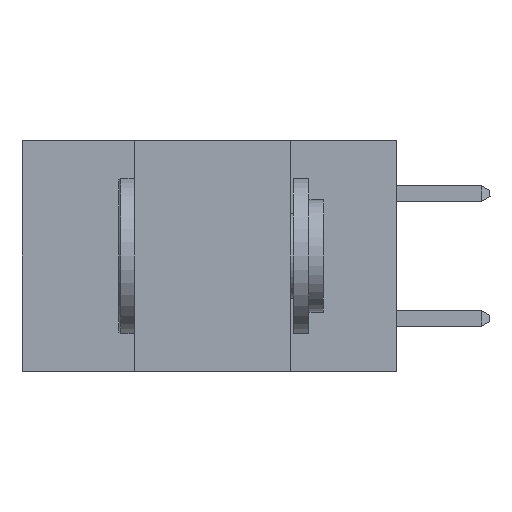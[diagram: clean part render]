
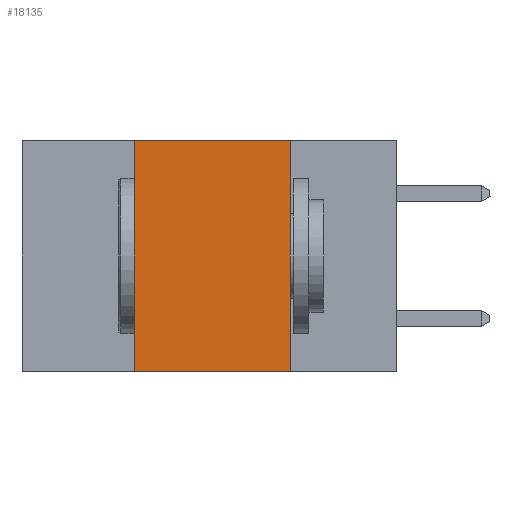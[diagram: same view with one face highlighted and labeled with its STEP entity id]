
A CAD part, left-side view. The second image highlights one B-rep face of the part: STEP entity #18135.
In plain terms, the highlighted planar face has unit normal (-1, 0, 0).
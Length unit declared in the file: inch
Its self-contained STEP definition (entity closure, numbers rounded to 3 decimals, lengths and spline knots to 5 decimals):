
#80 = VECTOR ( 'NONE', #17775, 39.37008 ) ;
#3981 = ORIENTED_EDGE ( 'NONE', *, *, #5376, .F. ) ;
#4233 = PLANE ( 'NONE',  #8794 ) ;
#4399 = ORIENTED_EDGE ( 'NONE', *, *, #15052, .T. ) ;
#4596 = LINE ( 'NONE', #19741, #8798 ) ;
#5172 = CARTESIAN_POINT ( 'NONE',  ( 0., 0.17, 0. ) ) ;
#5341 = VERTEX_POINT ( 'NONE', #5677 ) ;
#5376 = EDGE_CURVE ( 'NONE', #14590, #5341, #22110, .T. ) ;
#5677 = CARTESIAN_POINT ( 'NONE',  ( 0., 0.42, 0. ) ) ;
#5712 = CARTESIAN_POINT ( 'NONE',  ( 0., 0.17, -0.37 ) ) ;
#6146 = CARTESIAN_POINT ( 'NONE',  ( 0., 0.42, -0.37 ) ) ;
#6237 = DIRECTION ( 'NONE',  ( 0., 0., -1. ) ) ;
#6320 = CARTESIAN_POINT ( 'NONE',  ( 0., 0.17, 0. ) ) ;
#7437 = EDGE_CURVE ( 'NONE', #5341, #12026, #18085, .T. ) ;
#7471 = VECTOR ( 'NONE', #22739, 39.37008 ) ;
#7846 = DIRECTION ( 'NONE',  ( 0., 0., -1. ) ) ;
#8794 = AXIS2_PLACEMENT_3D ( 'NONE', #16753, #18522, #7846 ) ;
#8798 = VECTOR ( 'NONE', #21498, 39.37008 ) ;
#8878 = ORIENTED_EDGE ( 'NONE', *, *, #7437, .F. ) ;
#9180 = VECTOR ( 'NONE', #6237, 39.37008 ) ;
#10319 = VERTEX_POINT ( 'NONE', #5712 ) ;
#11182 = FACE_OUTER_BOUND ( 'NONE', #16891, .T. ) ;
#12026 = VERTEX_POINT ( 'NONE', #5172 ) ;
#14590 = VERTEX_POINT ( 'NONE', #6146 ) ;
#15052 = EDGE_CURVE ( 'NONE', #14590, #10319, #4596, .T. ) ;
#16753 = CARTESIAN_POINT ( 'NONE',  ( 0., 0.6, 0. ) ) ;
#16891 = EDGE_LOOP ( 'NONE', ( #17281, #8878, #3981, #4399 ) ) ;
#17281 = ORIENTED_EDGE ( 'NONE', *, *, #22445, .F. ) ;
#17775 = DIRECTION ( 'NONE',  ( 0., 0., 1. ) ) ;
#17799 = CARTESIAN_POINT ( 'NONE',  ( 0., 0.42, 0. ) ) ;
#18085 = LINE ( 'NONE', #21024, #7471 ) ;
#18099 = LINE ( 'NONE', #6320, #9180 ) ;
#18135 = ADVANCED_FACE ( 'NONE', ( #11182 ), #4233, .F. ) ;
#18522 = DIRECTION ( 'NONE',  ( 1., 0., 0. ) ) ;
#19741 = CARTESIAN_POINT ( 'NONE',  ( 0., 0.6, -0.37 ) ) ;
#21024 = CARTESIAN_POINT ( 'NONE',  ( 0., 0.6, 0. ) ) ;
#21498 = DIRECTION ( 'NONE',  ( 0., -1., 0. ) ) ;
#22110 = LINE ( 'NONE', #17799, #80 ) ;
#22445 = EDGE_CURVE ( 'NONE', #12026, #10319, #18099, .T. ) ;
#22739 = DIRECTION ( 'NONE',  ( 0., -1., 0. ) ) ;
